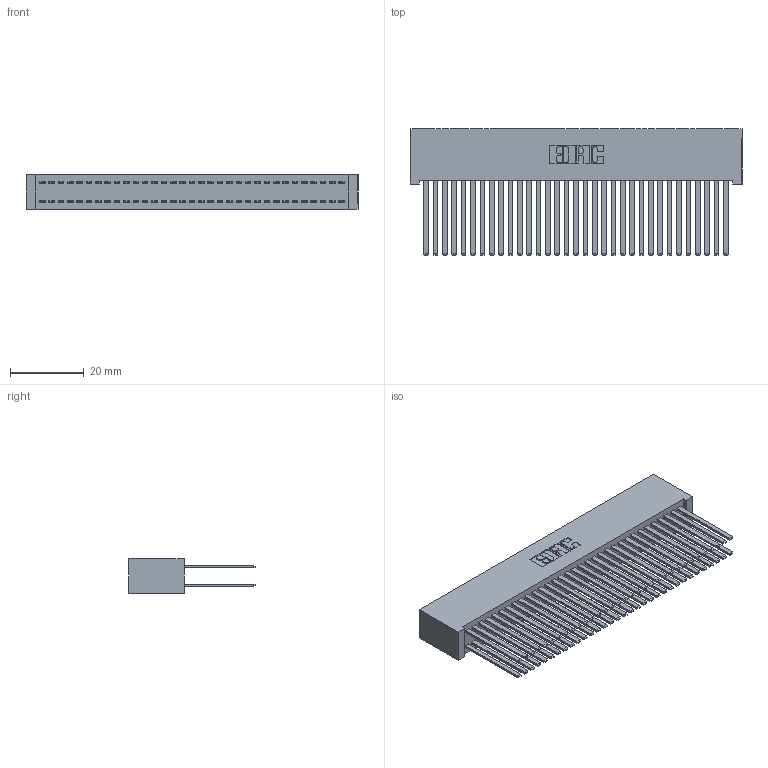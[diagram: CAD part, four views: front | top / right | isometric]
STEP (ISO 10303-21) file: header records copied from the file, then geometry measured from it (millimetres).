
FILE_DESCRIPTION (( 'STEP AP203' ), '1' );
FILE_NAME ('392-066-544-201.STEP', '2018-08-17T22:19:55', ( '' ), ( '' ), 'SwSTEP 2.0', 'SolidWorks 2016', '' );
FILE_SCHEMA (( 'CONFIG_CONTROL_DESIGN' ));
Length unit declared in the file: inch
Products named in the file (3): 342 Part_Lugless; 345-292-001_345-293-144; 392-066-544-201
Assembly tree (67 placements, depth 2):
  392-066-544-201
    342 Part_Lugless
    345-292-001_345-293-144  x66
Bounding box: 90.07 x 34.3 x 9.4 mm (x, y, z)
Volume: 9414.7 mm3; surface area: 18111.5 mm2
Topology: 67 solids, 67 shells, 3138 faces, 9317 edges, 6122 vertices
Faces by surface type: plane 2174, cylinder 964
Entity records: 21801 total; most frequent: CARTESIAN_POINT 3618, ORIENTED_EDGE 3554, DIRECTION 3097, EDGE_CURVE 1777, LINE 1661, VECTOR 1661, VERTEX_POINT 1182, AXIS2_PLACEMENT_3D 718
